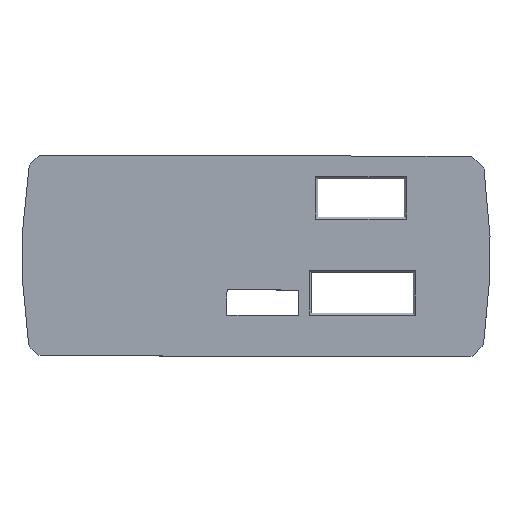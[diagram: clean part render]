
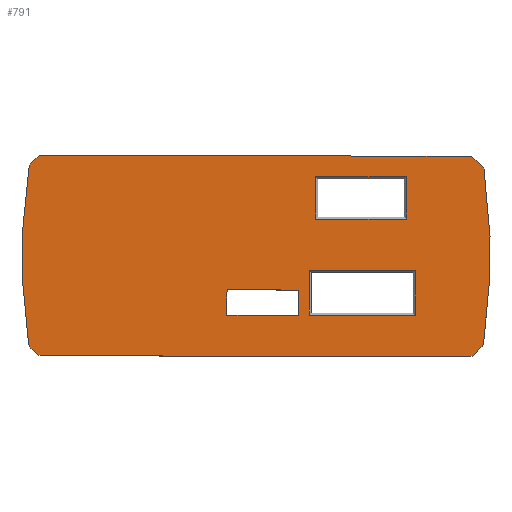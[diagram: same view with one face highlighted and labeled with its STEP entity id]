
A CAD part, top view. The second image highlights one B-rep face of the part: STEP entity #791.
In plain terms, the highlighted planar face has unit normal (0, 0, 1).
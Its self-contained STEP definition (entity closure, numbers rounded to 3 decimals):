
#15=FACE_BOUND('',#70,.T.);
#16=FACE_BOUND('',#71,.T.);
#17=FACE_BOUND('',#72,.T.);
#27=FACE_OUTER_BOUND('',#69,.T.);
#69=EDGE_LOOP('',(#543,#544,#545,#546,#547,#548,#549,#550,#551,#552,#553,
#554,#555,#556,#557,#558,#559,#560,#561,#562));
#70=EDGE_LOOP('',(#563,#564,#565,#566));
#71=EDGE_LOOP('',(#567,#568,#569,#570));
#72=EDGE_LOOP('',(#571,#572,#573,#574));
#113=LINE('',#1098,#225);
#115=LINE('',#1102,#227);
#118=LINE('',#1108,#230);
#121=LINE('',#1113,#233);
#128=LINE('',#1128,#240);
#129=LINE('',#1130,#241);
#130=LINE('',#1132,#242);
#131=LINE('',#1134,#243);
#132=LINE('',#1136,#244);
#133=LINE('',#1138,#245);
#134=LINE('',#1140,#246);
#135=LINE('',#1142,#247);
#136=LINE('',#1144,#248);
#137=LINE('',#1146,#249);
#138=LINE('',#1148,#250);
#139=LINE('',#1150,#251);
#140=LINE('',#1152,#252);
#141=LINE('',#1154,#253);
#142=LINE('',#1156,#254);
#143=LINE('',#1158,#255);
#144=LINE('',#1160,#256);
#145=LINE('',#1162,#257);
#146=LINE('',#1164,#258);
#147=LINE('',#1165,#259);
#148=LINE('',#1168,#260);
#149=LINE('',#1170,#261);
#150=LINE('',#1172,#262);
#151=LINE('',#1173,#263);
#152=LINE('',#1176,#264);
#153=LINE('',#1178,#265);
#154=LINE('',#1180,#266);
#155=LINE('',#1181,#267);
#225=VECTOR('',#898,10.);
#227=VECTOR('',#902,10.);
#230=VECTOR('',#907,10.);
#233=VECTOR('',#912,10.);
#240=VECTOR('',#925,10.);
#241=VECTOR('',#926,10.);
#242=VECTOR('',#927,10.);
#243=VECTOR('',#928,10.);
#244=VECTOR('',#929,10.);
#245=VECTOR('',#930,10.);
#246=VECTOR('',#931,10.);
#247=VECTOR('',#932,10.);
#248=VECTOR('',#933,10.);
#249=VECTOR('',#934,10.);
#250=VECTOR('',#935,10.);
#251=VECTOR('',#936,10.);
#252=VECTOR('',#937,10.);
#253=VECTOR('',#938,10.);
#254=VECTOR('',#939,10.);
#255=VECTOR('',#940,10.);
#256=VECTOR('',#941,10.);
#257=VECTOR('',#942,10.);
#258=VECTOR('',#943,10.);
#259=VECTOR('',#944,10.);
#260=VECTOR('',#945,10.);
#261=VECTOR('',#946,10.);
#262=VECTOR('',#947,10.);
#263=VECTOR('',#948,10.);
#264=VECTOR('',#949,10.);
#265=VECTOR('',#950,10.);
#266=VECTOR('',#951,10.);
#267=VECTOR('',#952,10.);
#337=VERTEX_POINT('',#1095);
#338=VERTEX_POINT('',#1097);
#339=VERTEX_POINT('',#1101);
#341=VERTEX_POINT('',#1107);
#346=VERTEX_POINT('',#1126);
#347=VERTEX_POINT('',#1127);
#348=VERTEX_POINT('',#1129);
#349=VERTEX_POINT('',#1131);
#350=VERTEX_POINT('',#1133);
#351=VERTEX_POINT('',#1135);
#352=VERTEX_POINT('',#1137);
#353=VERTEX_POINT('',#1139);
#354=VERTEX_POINT('',#1141);
#355=VERTEX_POINT('',#1143);
#356=VERTEX_POINT('',#1145);
#357=VERTEX_POINT('',#1147);
#358=VERTEX_POINT('',#1149);
#359=VERTEX_POINT('',#1151);
#360=VERTEX_POINT('',#1153);
#361=VERTEX_POINT('',#1155);
#362=VERTEX_POINT('',#1157);
#363=VERTEX_POINT('',#1159);
#364=VERTEX_POINT('',#1161);
#365=VERTEX_POINT('',#1163);
#366=VERTEX_POINT('',#1166);
#367=VERTEX_POINT('',#1167);
#368=VERTEX_POINT('',#1169);
#369=VERTEX_POINT('',#1171);
#370=VERTEX_POINT('',#1174);
#371=VERTEX_POINT('',#1175);
#372=VERTEX_POINT('',#1177);
#373=VERTEX_POINT('',#1179);
#409=EDGE_CURVE('',#337,#338,#113,.T.);
#411=EDGE_CURVE('',#339,#337,#115,.T.);
#414=EDGE_CURVE('',#341,#339,#118,.T.);
#417=EDGE_CURVE('',#338,#341,#121,.T.);
#424=EDGE_CURVE('',#346,#347,#128,.T.);
#425=EDGE_CURVE('',#347,#348,#129,.T.);
#426=EDGE_CURVE('',#348,#349,#130,.T.);
#427=EDGE_CURVE('',#349,#350,#131,.T.);
#428=EDGE_CURVE('',#350,#351,#132,.T.);
#429=EDGE_CURVE('',#351,#352,#133,.T.);
#430=EDGE_CURVE('',#352,#353,#134,.T.);
#431=EDGE_CURVE('',#353,#354,#135,.T.);
#432=EDGE_CURVE('',#354,#355,#136,.T.);
#433=EDGE_CURVE('',#355,#356,#137,.T.);
#434=EDGE_CURVE('',#356,#357,#138,.T.);
#435=EDGE_CURVE('',#357,#358,#139,.T.);
#436=EDGE_CURVE('',#358,#359,#140,.T.);
#437=EDGE_CURVE('',#359,#360,#141,.T.);
#438=EDGE_CURVE('',#360,#361,#142,.T.);
#439=EDGE_CURVE('',#361,#362,#143,.T.);
#440=EDGE_CURVE('',#362,#363,#144,.T.);
#441=EDGE_CURVE('',#363,#364,#145,.T.);
#442=EDGE_CURVE('',#364,#365,#146,.T.);
#443=EDGE_CURVE('',#365,#346,#147,.T.);
#444=EDGE_CURVE('',#366,#367,#148,.T.);
#445=EDGE_CURVE('',#368,#366,#149,.T.);
#446=EDGE_CURVE('',#369,#368,#150,.T.);
#447=EDGE_CURVE('',#367,#369,#151,.T.);
#448=EDGE_CURVE('',#370,#371,#152,.T.);
#449=EDGE_CURVE('',#371,#372,#153,.T.);
#450=EDGE_CURVE('',#372,#373,#154,.T.);
#451=EDGE_CURVE('',#373,#370,#155,.T.);
#543=ORIENTED_EDGE('',*,*,#424,.T.);
#544=ORIENTED_EDGE('',*,*,#425,.T.);
#545=ORIENTED_EDGE('',*,*,#426,.T.);
#546=ORIENTED_EDGE('',*,*,#427,.T.);
#547=ORIENTED_EDGE('',*,*,#428,.T.);
#548=ORIENTED_EDGE('',*,*,#429,.T.);
#549=ORIENTED_EDGE('',*,*,#430,.T.);
#550=ORIENTED_EDGE('',*,*,#431,.T.);
#551=ORIENTED_EDGE('',*,*,#432,.T.);
#552=ORIENTED_EDGE('',*,*,#433,.T.);
#553=ORIENTED_EDGE('',*,*,#434,.T.);
#554=ORIENTED_EDGE('',*,*,#435,.T.);
#555=ORIENTED_EDGE('',*,*,#436,.T.);
#556=ORIENTED_EDGE('',*,*,#437,.T.);
#557=ORIENTED_EDGE('',*,*,#438,.T.);
#558=ORIENTED_EDGE('',*,*,#439,.T.);
#559=ORIENTED_EDGE('',*,*,#440,.T.);
#560=ORIENTED_EDGE('',*,*,#441,.T.);
#561=ORIENTED_EDGE('',*,*,#442,.T.);
#562=ORIENTED_EDGE('',*,*,#443,.T.);
#563=ORIENTED_EDGE('',*,*,#444,.F.);
#564=ORIENTED_EDGE('',*,*,#445,.F.);
#565=ORIENTED_EDGE('',*,*,#446,.F.);
#566=ORIENTED_EDGE('',*,*,#447,.F.);
#567=ORIENTED_EDGE('',*,*,#448,.T.);
#568=ORIENTED_EDGE('',*,*,#449,.T.);
#569=ORIENTED_EDGE('',*,*,#450,.T.);
#570=ORIENTED_EDGE('',*,*,#451,.T.);
#571=ORIENTED_EDGE('',*,*,#409,.F.);
#572=ORIENTED_EDGE('',*,*,#411,.F.);
#573=ORIENTED_EDGE('',*,*,#414,.F.);
#574=ORIENTED_EDGE('',*,*,#417,.F.);
#749=PLANE('',#856);
#791=ADVANCED_FACE('',(#27,#15,#16,#17),#749,.T.);
#856=AXIS2_PLACEMENT_3D('',#1125,#923,#924);
#898=DIRECTION('',(-0.003,-1.,0.));
#902=DIRECTION('',(-1.,0.003,0.));
#907=DIRECTION('',(0.003,1.,0.));
#912=DIRECTION('',(1.,-0.003,0.));
#923=DIRECTION('center_axis',(0.,0.,1.));
#924=DIRECTION('ref_axis',(1.,0.,0.));
#925=DIRECTION('',(-0.717,-0.698,0.));
#926=DIRECTION('',(-0.41,-0.912,0.));
#927=DIRECTION('',(-0.101,-0.995,0.));
#928=DIRECTION('',(-0.003,-1.,0.));
#929=DIRECTION('',(0.096,-0.995,0.));
#930=DIRECTION('',(0.405,-0.914,0.));
#931=DIRECTION('',(0.712,-0.702,0.));
#932=DIRECTION('',(0.927,-0.376,0.));
#933=DIRECTION('',(1.,-0.003,0.));
#934=DIRECTION('',(0.969,0.247,0.));
#935=DIRECTION('',(0.723,0.691,0.));
#936=DIRECTION('',(0.477,0.879,0.));
#937=DIRECTION('',(0.094,0.996,0.));
#938=DIRECTION('',(0.003,1.,0.));
#939=DIRECTION('',(-0.088,0.996,0.));
#940=DIRECTION('',(-0.471,0.882,0.));
#941=DIRECTION('',(-0.719,0.695,0.));
#942=DIRECTION('',(-0.968,0.253,0.));
#943=DIRECTION('',(-1.,0.003,0.));
#944=DIRECTION('',(-0.929,-0.37,0.));
#945=DIRECTION('',(0.,-1.,0.));
#946=DIRECTION('',(-1.,0.,0.));
#947=DIRECTION('',(0.,1.,0.));
#948=DIRECTION('',(1.,0.,0.));
#949=DIRECTION('',(-0.003,-1.,0.));
#950=DIRECTION('',(-1.,0.003,0.));
#951=DIRECTION('',(0.003,1.,0.));
#952=DIRECTION('',(1.,-0.003,0.));
#1095=CARTESIAN_POINT('',(168.238,99.436,3.));
#1097=CARTESIAN_POINT('',(168.186,81.836,3.));
#1098=CARTESIAN_POINT('',(168.244,101.785,3.));
#1101=CARTESIAN_POINT('',(209.838,99.314,3.));
#1102=CARTESIAN_POINT('',(178.199,99.407,3.));
#1107=CARTESIAN_POINT('',(209.786,81.714,3.));
#1108=CARTESIAN_POINT('',(209.821,93.663,3.));
#1113=CARTESIAN_POINT('',(158.147,81.865,3.));
#1125=CARTESIAN_POINT('Origin',(147.377,104.995,3.));
#1126=CARTESIAN_POINT('',(62.033,144.158,3.));
#1127=CARTESIAN_POINT('',(58.962,141.17,3.));
#1128=CARTESIAN_POINT('',(62.033,144.158,3.));
#1129=CARTESIAN_POINT('',(58.469,140.072,3.));
#1130=CARTESIAN_POINT('',(58.962,141.17,3.));
#1131=CARTESIAN_POINT('',(55.723,113.164,3.));
#1132=CARTESIAN_POINT('',(58.469,140.072,3.));
#1133=CARTESIAN_POINT('',(55.677,97.364,3.));
#1134=CARTESIAN_POINT('',(55.723,113.164,3.));
#1135=CARTESIAN_POINT('',(58.264,70.44,3.));
#1136=CARTESIAN_POINT('',(55.677,97.364,3.));
#1137=CARTESIAN_POINT('',(58.751,69.34,3.));
#1138=CARTESIAN_POINT('',(58.264,70.44,3.));
#1139=CARTESIAN_POINT('',(61.804,66.333,3.));
#1140=CARTESIAN_POINT('',(58.751,69.34,3.));
#1141=CARTESIAN_POINT('',(62.758,65.946,3.));
#1142=CARTESIAN_POINT('',(61.804,66.333,3.));
#1143=CARTESIAN_POINT('',(231.023,65.451,3.));
#1144=CARTESIAN_POINT('',(62.758,65.946,3.));
#1145=CARTESIAN_POINT('',(232.12,65.73,3.));
#1146=CARTESIAN_POINT('',(231.023,65.451,3.));
#1147=CARTESIAN_POINT('',(235.956,69.394,3.));
#1148=CARTESIAN_POINT('',(232.12,65.73,3.));
#1149=CARTESIAN_POINT('',(236.539,70.468,3.));
#1150=CARTESIAN_POINT('',(235.956,69.394,3.));
#1151=CARTESIAN_POINT('',(239.03,96.825,3.));
#1152=CARTESIAN_POINT('',(236.539,70.468,3.));
#1153=CARTESIAN_POINT('',(239.077,112.625,3.));
#1154=CARTESIAN_POINT('',(239.03,96.825,3.));
#1155=CARTESIAN_POINT('',(236.74,138.995,3.));
#1156=CARTESIAN_POINT('',(239.077,112.625,3.));
#1157=CARTESIAN_POINT('',(236.164,140.072,3.));
#1158=CARTESIAN_POINT('',(236.74,138.995,3.));
#1159=CARTESIAN_POINT('',(232.349,143.759,3.));
#1160=CARTESIAN_POINT('',(236.164,140.072,3.));
#1161=CARTESIAN_POINT('',(231.254,144.045,3.));
#1162=CARTESIAN_POINT('',(232.349,143.759,3.));
#1163=CARTESIAN_POINT('',(62.989,144.54,3.));
#1164=CARTESIAN_POINT('',(231.276,144.045,3.));
#1165=CARTESIAN_POINT('',(62.989,144.54,3.));
#1166=CARTESIAN_POINT('',(170.696,136.074,3.));
#1167=CARTESIAN_POINT('',(170.696,119.474,3.));
#1168=CARTESIAN_POINT('',(170.696,120.134,3.));
#1169=CARTESIAN_POINT('',(206.296,136.074,3.));
#1170=CARTESIAN_POINT('',(176.436,136.074,3.));
#1171=CARTESIAN_POINT('',(206.296,119.474,3.));
#1172=CARTESIAN_POINT('',(206.296,112.634,3.));
#1173=CARTESIAN_POINT('',(159.436,119.474,3.));
#1174=CARTESIAN_POINT('',(164.015,91.648,3.));
#1175=CARTESIAN_POINT('',(163.985,81.648,3.));
#1176=CARTESIAN_POINT('',(164.02,93.297,3.));
#1177=CARTESIAN_POINT('',(135.986,81.731,3.));
#1178=CARTESIAN_POINT('',(141.647,81.714,3.));
#1179=CARTESIAN_POINT('',(136.015,91.731,3.));
#1180=CARTESIAN_POINT('',(136.034,98.38,3.));
#1181=CARTESIAN_POINT('',(155.676,91.673,3.));
